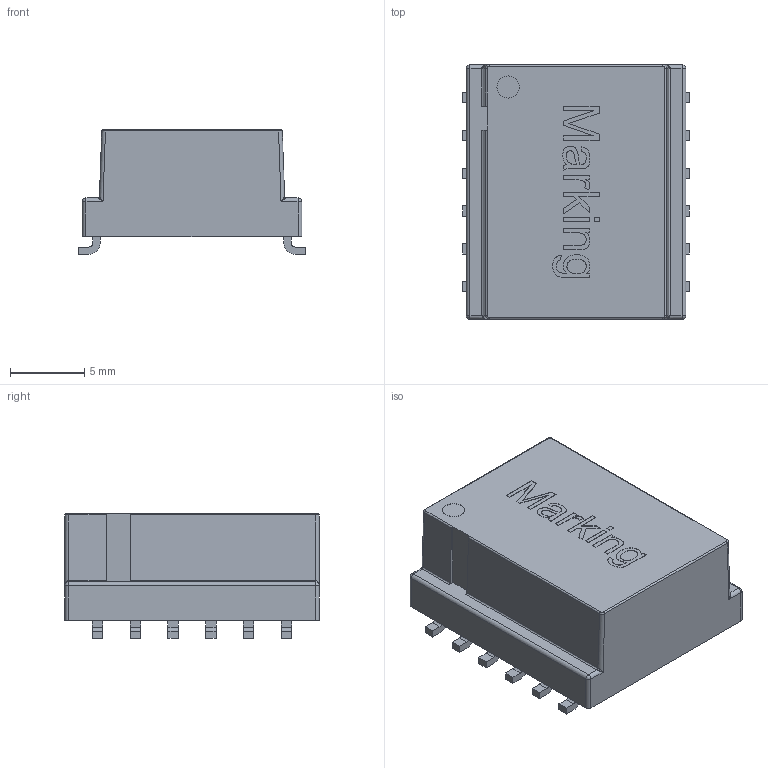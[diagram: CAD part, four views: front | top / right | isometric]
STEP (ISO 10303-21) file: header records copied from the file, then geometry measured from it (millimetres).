
FILE_DESCRIPTION(/* description */ ('Unknown'),/* implementation_level */ '2;1');
FILE_NAME(/* name */ 'T_Wurth_WE-LAN_7490140123B',/* time_stamp */ '2025-08-26T17:32:27+08:00',/* author */ ('Unknown'),/* organization */ ('Unknown'),/* preprocessor_version */ 'ST-DEVELOPER v19.4',/* originating_system */ 'Solid Edge',/* authorisation */ 'Unknown');
FILE_SCHEMA (('AUTOMOTIVE_DESIGN {1 0 10303 214 3 1 1}'));
Length unit declared in the file: millimetre
Products named in the file (2): T_Wurth_WE-LAN_7490140123B
Assembly tree (1 placements, depth 2):
  T_Wurth_WE-LAN_7490140123B
    T_Wurth_WE-LAN_7490140123B
Bounding box: 15.24 x 17.1 x 8.4 mm (x, y, z)
Volume: 623.3 mm3; surface area: 1295.9 mm2
Topology: 1 solids, 1 shells, 465 faces, 1139 edges, 668 vertices
Faces by surface type: plane 196, cylinder 166, bspline 67, sphere 28, torus 8
Full cylindrical faces by diameter (mm): 1.5 x1
Entity records: 18141 total; most frequent: CARTESIAN_POINT 4301, ORIENTED_EDGE 2210, DIRECTION 2165, EDGE_CURVE 1105, AXIS2_PLACEMENT_3D 786, VERTEX_POINT 668, LINE 593, VECTOR 593
